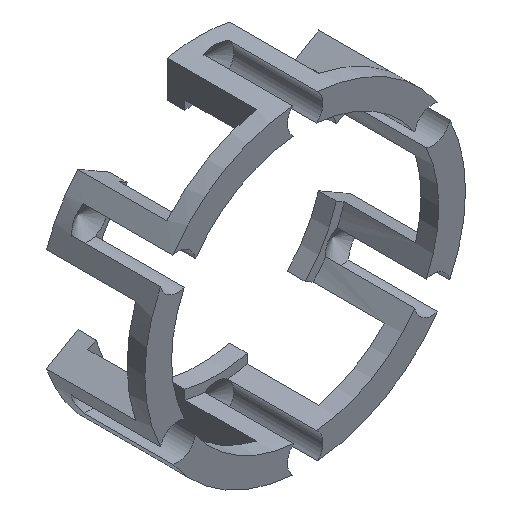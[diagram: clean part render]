
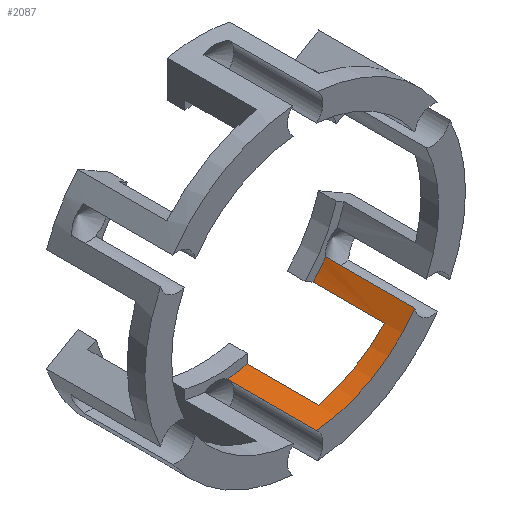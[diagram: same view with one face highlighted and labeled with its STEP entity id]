
A CAD part, isometric view. The second image highlights one B-rep face of the part: STEP entity #2087.
In plain terms, the highlighted cylindrical face has radius 15 mm (diameter 30 mm), a partial arc.
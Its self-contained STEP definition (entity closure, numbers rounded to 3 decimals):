
#99 = EDGE_CURVE ( 'NONE', #1766, #617, #2082, .T. ) ;
#109 = AXIS2_PLACEMENT_3D ( 'NONE', #193, #895, #1594 ) ;
#123 = AXIS2_PLACEMENT_3D ( 'NONE', #1435, #1639, #2146 ) ;
#174 = EDGE_CURVE ( 'NONE', #1897, #1553, #290, .T. ) ;
#193 = CARTESIAN_POINT ( 'NONE',  ( 0., 2., 0. ) ) ;
#205 = DIRECTION ( 'NONE',  ( 0., 0., 1. ) ) ;
#209 = DIRECTION ( 'NONE',  ( 0., 1., 0. ) ) ;
#279 = AXIS2_PLACEMENT_3D ( 'NONE', #1605, #684, #205 ) ;
#290 = CIRCLE ( 'NONE', #109, 15. ) ;
#370 = FACE_OUTER_BOUND ( 'NONE', #2207, .T. ) ;
#391 = DIRECTION ( 'NONE',  ( 0., -1., 0. ) ) ;
#414 = AXIS2_PLACEMENT_3D ( 'NONE', #2212, #1258, #1082 ) ;
#464 = CARTESIAN_POINT ( 'NONE',  ( 10.882, 10., -10.324 ) ) ;
#467 = VECTOR ( 'NONE', #561, 1000. ) ;
#472 = ORIENTED_EDGE ( 'NONE', *, *, #2061, .F. ) ;
#547 = AXIS2_PLACEMENT_3D ( 'NONE', #1382, #1033, #1906 ) ;
#561 = DIRECTION ( 'NONE',  ( 0., 1., 0. ) ) ;
#603 = CIRCLE ( 'NONE', #123, 15. ) ;
#617 = VERTEX_POINT ( 'NONE', #464 ) ;
#684 = DIRECTION ( 'NONE',  ( 0., 1., 0. ) ) ;
#700 = DIRECTION ( 'NONE',  ( 0., -1., 0. ) ) ;
#750 = CARTESIAN_POINT ( 'NONE',  ( 3.5, 10., -14.586 ) ) ;
#766 = EDGE_CURVE ( 'NONE', #2233, #1897, #1955, .T. ) ;
#895 = DIRECTION ( 'NONE',  ( 0., -1., 0. ) ) ;
#956 = ORIENTED_EDGE ( 'NONE', *, *, #174, .F. ) ;
#967 = VERTEX_POINT ( 'NONE', #1749 ) ;
#1001 = CIRCLE ( 'NONE', #414, 15. ) ;
#1033 = DIRECTION ( 'NONE',  ( 0., 1., 0. ) ) ;
#1049 = EDGE_CURVE ( 'NONE', #967, #1766, #1076, .T. ) ;
#1076 = LINE ( 'NONE', #1456, #1384 ) ;
#1082 = DIRECTION ( 'NONE',  ( 0., 0., 1. ) ) ;
#1096 = CARTESIAN_POINT ( 'NONE',  ( 3.5, 9.45, -14.586 ) ) ;
#1126 = LINE ( 'NONE', #1841, #1885 ) ;
#1226 = CYLINDRICAL_SURFACE ( 'NONE', #279, 15. ) ;
#1258 = DIRECTION ( 'NONE',  ( 0., 1., 0. ) ) ;
#1304 = CARTESIAN_POINT ( 'NONE',  ( 10.882, 2., -10.324 ) ) ;
#1312 = EDGE_CURVE ( 'NONE', #967, #1615, #1001, .T. ) ;
#1382 = CARTESIAN_POINT ( 'NONE',  ( 0., 10., 0. ) ) ;
#1384 = VECTOR ( 'NONE', #209, 1000. ) ;
#1420 = EDGE_CURVE ( 'NONE', #2233, #2252, #603, .T. ) ;
#1435 = CARTESIAN_POINT ( 'NONE',  ( 0., 10., 0. ) ) ;
#1436 = LINE ( 'NONE', #1929, #467 ) ;
#1440 = EDGE_CURVE ( 'NONE', #2252, #1615, #1126, .T. ) ;
#1456 = CARTESIAN_POINT ( 'NONE',  ( 12.314, 5., -8.565 ) ) ;
#1462 = ORIENTED_EDGE ( 'NONE', *, *, #1049, .T. ) ;
#1484 = CARTESIAN_POINT ( 'NONE',  ( 1.26, 10., -14.947 ) ) ;
#1553 = VERTEX_POINT ( 'NONE', #1304 ) ;
#1594 = DIRECTION ( 'NONE',  ( 0., 0., 1. ) ) ;
#1605 = CARTESIAN_POINT ( 'NONE',  ( 0., 9.45, 0. ) ) ;
#1608 = VECTOR ( 'NONE', #700, 1000. ) ;
#1615 = VERTEX_POINT ( 'NONE', #1850 ) ;
#1639 = DIRECTION ( 'NONE',  ( 0., 1., 0. ) ) ;
#1642 = ORIENTED_EDGE ( 'NONE', *, *, #99, .T. ) ;
#1746 = ORIENTED_EDGE ( 'NONE', *, *, #1440, .T. ) ;
#1749 = CARTESIAN_POINT ( 'NONE',  ( 12.314, 0., -8.565 ) ) ;
#1766 = VERTEX_POINT ( 'NONE', #1903 ) ;
#1777 = ORIENTED_EDGE ( 'NONE', *, *, #1312, .F. ) ;
#1841 = CARTESIAN_POINT ( 'NONE',  ( 1.26, 5., -14.947 ) ) ;
#1850 = CARTESIAN_POINT ( 'NONE',  ( 1.26, 0., -14.947 ) ) ;
#1876 = CARTESIAN_POINT ( 'NONE',  ( 3.5, 2., -14.586 ) ) ;
#1885 = VECTOR ( 'NONE', #391, 1000. ) ;
#1897 = VERTEX_POINT ( 'NONE', #1876 ) ;
#1903 = CARTESIAN_POINT ( 'NONE',  ( 12.314, 10., -8.565 ) ) ;
#1906 = DIRECTION ( 'NONE',  ( 0., 0., 1. ) ) ;
#1929 = CARTESIAN_POINT ( 'NONE',  ( 10.882, 9.45, -10.324 ) ) ;
#1955 = LINE ( 'NONE', #1096, #1608 ) ;
#2016 = ORIENTED_EDGE ( 'NONE', *, *, #1420, .T. ) ;
#2021 = ORIENTED_EDGE ( 'NONE', *, *, #766, .F. ) ;
#2061 = EDGE_CURVE ( 'NONE', #1553, #617, #1436, .T. ) ;
#2082 = CIRCLE ( 'NONE', #547, 15. ) ;
#2087 = ADVANCED_FACE ( 'NONE', ( #370 ), #1226, .F. ) ;
#2146 = DIRECTION ( 'NONE',  ( 0., 0., 1. ) ) ;
#2207 = EDGE_LOOP ( 'NONE', ( #2021, #2016, #1746, #1777, #1462, #1642, #472, #956 ) ) ;
#2212 = CARTESIAN_POINT ( 'NONE',  ( 0., 0., 0. ) ) ;
#2233 = VERTEX_POINT ( 'NONE', #750 ) ;
#2252 = VERTEX_POINT ( 'NONE', #1484 ) ;
